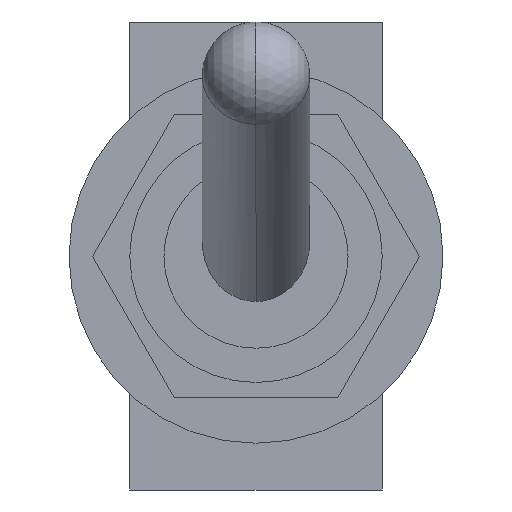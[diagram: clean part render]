
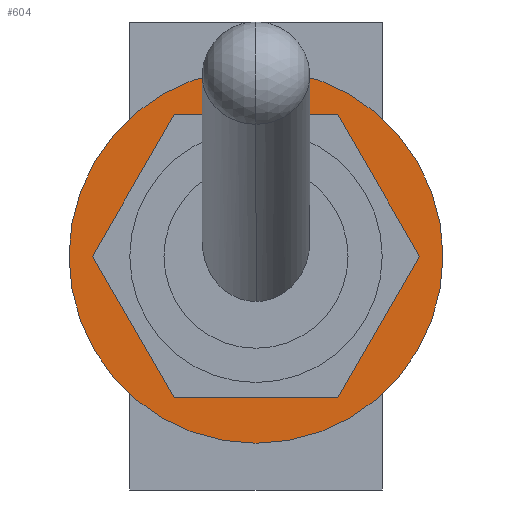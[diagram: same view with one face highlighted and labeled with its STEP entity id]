
A CAD part, left-side view. The second image highlights one B-rep face of the part: STEP entity #604.
In plain terms, the highlighted planar face has unit normal (-1, 0, 0).
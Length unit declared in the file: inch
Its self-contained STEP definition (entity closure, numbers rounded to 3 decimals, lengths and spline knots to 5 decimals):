
#68 = AXIS2_PLACEMENT_3D ( 'NONE', #1190, #1784, #802 ) ;
#116 = ORIENTED_EDGE ( 'NONE', *, *, #1560, .F. ) ;
#224 = VERTEX_POINT ( 'NONE', #1439 ) ;
#244 = LINE ( 'NONE', #1166, #1718 ) ;
#246 = DIRECTION ( 'NONE',  ( 1., 0., 0. ) ) ;
#307 = CIRCLE ( 'NONE', #1225, 0.2 ) ;
#310 = VECTOR ( 'NONE', #1251, 39.37008 ) ;
#314 = EDGE_CURVE ( 'NONE', #388, #2127, #307, .T. ) ;
#321 = CARTESIAN_POINT ( 'NONE',  ( -0.13, -0.08747, 0.1515 ) ) ;
#366 = EDGE_CURVE ( 'NONE', #524, #1246, #244, .T. ) ;
#388 = VERTEX_POINT ( 'NONE', #444 ) ;
#436 = EDGE_LOOP ( 'NONE', ( #1425, #116, #938, #1464, #804, #1656 ) ) ;
#444 = CARTESIAN_POINT ( 'NONE',  ( -0.13, 0., 0.2 ) ) ;
#524 = VERTEX_POINT ( 'NONE', #2281 ) ;
#554 = LINE ( 'NONE', #742, #1353 ) ;
#574 = PLANE ( 'NONE',  #68 ) ;
#604 = ADVANCED_FACE ( 'NONE', ( #2483, #2293 ), #574, .F. ) ;
#651 = EDGE_CURVE ( 'NONE', #2127, #388, #1319, .T. ) ;
#682 = CARTESIAN_POINT ( 'NONE',  ( -0.13, 0.08747, -0.1515 ) ) ;
#728 = ORIENTED_EDGE ( 'NONE', *, *, #651, .F. ) ;
#742 = CARTESIAN_POINT ( 'NONE',  ( -0.13, -0.17494, 0. ) ) ;
#744 = EDGE_LOOP ( 'NONE', ( #728, #1872 ) ) ;
#760 = DIRECTION ( 'NONE',  ( 0., 0., -1. ) ) ;
#802 = DIRECTION ( 'NONE',  ( 0., 0., -1. ) ) ;
#804 = ORIENTED_EDGE ( 'NONE', *, *, #1509, .F. ) ;
#917 = LINE ( 'NONE', #1679, #1082 ) ;
#938 = ORIENTED_EDGE ( 'NONE', *, *, #1544, .F. ) ;
#940 = DIRECTION ( 'NONE',  ( 0., 0.5, -0.866 ) ) ;
#952 = LINE ( 'NONE', #1880, #2161 ) ;
#985 = VECTOR ( 'NONE', #1700, 39.37008 ) ;
#1010 = DIRECTION ( 'NONE',  ( 0., -0.5, -0.866 ) ) ;
#1082 = VECTOR ( 'NONE', #1010, 39.37008 ) ;
#1156 = AXIS2_PLACEMENT_3D ( 'NONE', #1944, #246, #1933 ) ;
#1166 = CARTESIAN_POINT ( 'NONE',  ( -0.13, -0.08747, -0.1515 ) ) ;
#1190 = CARTESIAN_POINT ( 'NONE',  ( -0.13, 0., 0. ) ) ;
#1225 = AXIS2_PLACEMENT_3D ( 'NONE', #1884, #1296, #760 ) ;
#1246 = VERTEX_POINT ( 'NONE', #2230 ) ;
#1251 = DIRECTION ( 'NONE',  ( 0., -1., 0. ) ) ;
#1296 = DIRECTION ( 'NONE',  ( 1., 0., 0. ) ) ;
#1319 = CIRCLE ( 'NONE', #1156, 0.2 ) ;
#1353 = VECTOR ( 'NONE', #2269, 39.37008 ) ;
#1425 = ORIENTED_EDGE ( 'NONE', *, *, #2376, .F. ) ;
#1439 = CARTESIAN_POINT ( 'NONE',  ( -0.13, 0.08747, -0.1515 ) ) ;
#1464 = ORIENTED_EDGE ( 'NONE', *, *, #366, .F. ) ;
#1509 = EDGE_CURVE ( 'NONE', #224, #524, #2392, .T. ) ;
#1544 = EDGE_CURVE ( 'NONE', #1246, #2437, #554, .T. ) ;
#1560 = EDGE_CURVE ( 'NONE', #2437, #1613, #2420, .T. ) ;
#1571 = DIRECTION ( 'NONE',  ( 0., -0.5, 0.866 ) ) ;
#1613 = VERTEX_POINT ( 'NONE', #1655 ) ;
#1633 = CARTESIAN_POINT ( 'NONE',  ( -0.13, 0., -0.2 ) ) ;
#1655 = CARTESIAN_POINT ( 'NONE',  ( -0.13, 0.08747, 0.1515 ) ) ;
#1656 = ORIENTED_EDGE ( 'NONE', *, *, #2471, .F. ) ;
#1679 = CARTESIAN_POINT ( 'NONE',  ( -0.13, 0.17494, 0. ) ) ;
#1700 = DIRECTION ( 'NONE',  ( 0., 1., 0. ) ) ;
#1718 = VECTOR ( 'NONE', #1571, 39.37008 ) ;
#1722 = CARTESIAN_POINT ( 'NONE',  ( -0.13, 0.17494, 0. ) ) ;
#1784 = DIRECTION ( 'NONE',  ( 1., 0., 0. ) ) ;
#1872 = ORIENTED_EDGE ( 'NONE', *, *, #314, .F. ) ;
#1880 = CARTESIAN_POINT ( 'NONE',  ( -0.13, 0.08747, 0.1515 ) ) ;
#1884 = CARTESIAN_POINT ( 'NONE',  ( -0.13, 0., 0. ) ) ;
#1933 = DIRECTION ( 'NONE',  ( 0., 0., -1. ) ) ;
#1944 = CARTESIAN_POINT ( 'NONE',  ( -0.13, 0., 0. ) ) ;
#2127 = VERTEX_POINT ( 'NONE', #1633 ) ;
#2161 = VECTOR ( 'NONE', #940, 39.37008 ) ;
#2230 = CARTESIAN_POINT ( 'NONE',  ( -0.13, -0.17494, 0. ) ) ;
#2269 = DIRECTION ( 'NONE',  ( 0., 0.5, 0.866 ) ) ;
#2281 = CARTESIAN_POINT ( 'NONE',  ( -0.13, -0.08747, -0.1515 ) ) ;
#2293 = FACE_BOUND ( 'NONE', #436, .T. ) ;
#2296 = VERTEX_POINT ( 'NONE', #1722 ) ;
#2297 = CARTESIAN_POINT ( 'NONE',  ( -0.13, -0.08747, 0.1515 ) ) ;
#2376 = EDGE_CURVE ( 'NONE', #1613, #2296, #952, .T. ) ;
#2392 = LINE ( 'NONE', #682, #310 ) ;
#2420 = LINE ( 'NONE', #321, #985 ) ;
#2437 = VERTEX_POINT ( 'NONE', #2297 ) ;
#2471 = EDGE_CURVE ( 'NONE', #2296, #224, #917, .T. ) ;
#2483 = FACE_OUTER_BOUND ( 'NONE', #744, .T. ) ;
